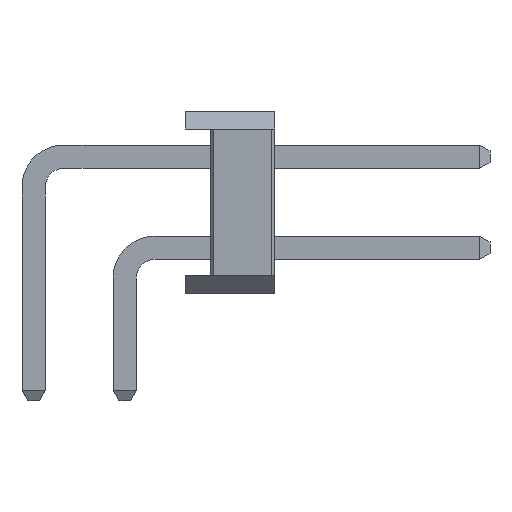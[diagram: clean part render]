
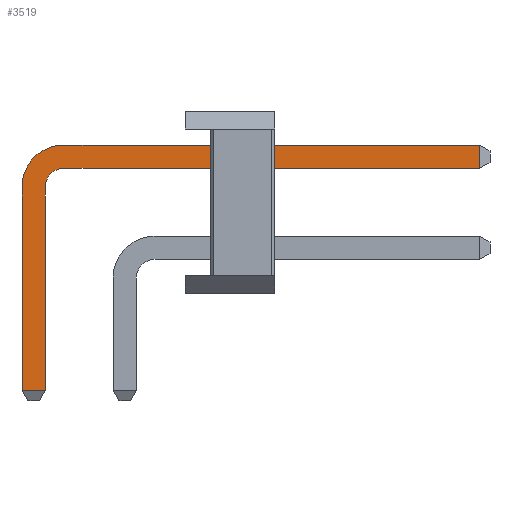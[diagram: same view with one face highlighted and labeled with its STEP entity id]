
A CAD part, left-side view. The second image highlights one B-rep face of the part: STEP entity #3519.
In plain terms, the highlighted planar face has unit normal (-1, 0, 0).
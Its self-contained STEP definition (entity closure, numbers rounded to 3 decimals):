
#3519=ADVANCED_FACE('',(#6219),#6221,.T.);
#6219=FACE_BOUND('',#6220,.T.);
#6220=EDGE_LOOP('',(#7970,#7971,#7972,#7973,#7974,#7975,#7976,#7977));
#6221=PLANE('',#6222);
#6222=AXIS2_PLACEMENT_3D('',#6223,#6224,#6225);
#6223=CARTESIAN_POINT('',(-0.325,-1.685,4.135));
#6224=DIRECTION('',(-1.,-0.,-0.));
#6225=DIRECTION('',(0.,0.,-1.));
#7970=ORIENTED_EDGE('',*,*,#8862,.F.);
#7971=ORIENTED_EDGE('',*,*,#8864,.F.);
#7972=ORIENTED_EDGE('',*,*,#8865,.F.);
#7973=ORIENTED_EDGE('',*,*,#8866,.T.);
#7974=ORIENTED_EDGE('',*,*,#8867,.F.);
#7975=ORIENTED_EDGE('',*,*,#8868,.F.);
#7976=ORIENTED_EDGE('',*,*,#8869,.T.);
#7977=ORIENTED_EDGE('',*,*,#8854,.T.);
#8854=EDGE_CURVE('',#10202,#10194,#10203,.T.);
#8862=EDGE_CURVE('',#10215,#10194,#10216,.T.);
#8864=EDGE_CURVE('',#10218,#10215,#10219,.T.);
#8865=EDGE_CURVE('',#10220,#10218,#10221,.T.);
#8866=EDGE_CURVE('',#10220,#10222,#10223,.T.);
#8867=EDGE_CURVE('',#10224,#10222,#10225,.T.);
#8868=EDGE_CURVE('',#10226,#10224,#10227,.T.);
#8869=EDGE_CURVE('',#10226,#10202,#10228,.T.);
#10194=VERTEX_POINT('',#13254);
#10202=VERTEX_POINT('',#13270);
#10203=LINE('',#13271,#13272);
#10215=VERTEX_POINT('',#13299);
#10216=LINE('',#13300,#13301);
#10218=VERTEX_POINT('',#13306);
#10219=LINE('',#13307,#13308);
#10220=VERTEX_POINT('',#13310);
#10221=CIRCLE('',#13311,0.52);
#10222=VERTEX_POINT('',#13315);
#10223=LINE('',#13316,#13317);
#10224=VERTEX_POINT('',#13319);
#10225=LINE('',#13320,#13321);
#10226=VERTEX_POINT('',#13323);
#10227=LINE('',#13324,#13325);
#10228=CIRCLE('',#13327,1.17);
#13254=CARTESIAN_POINT('',(-0.325,2.865,-2.719));
#13270=CARTESIAN_POINT('',(-0.325,2.865,2.965));
#13271=CARTESIAN_POINT('',(-0.325,2.865,2.965));
#13272=VECTOR('',#13273,1.);
#13273=DIRECTION('',(0.,0.,-1.));
#13299=CARTESIAN_POINT('',(-0.325,2.215,-2.719));
#13300=CARTESIAN_POINT('',(-0.325,2.215,-2.719));
#13301=VECTOR('',#13302,1.);
#13302=DIRECTION('',(0.,1.,0.));
#13306=CARTESIAN_POINT('',(-0.325,2.215,2.965));
#13307=CARTESIAN_POINT('',(-0.325,2.215,2.965));
#13308=VECTOR('',#13309,1.);
#13309=DIRECTION('',(0.,0.,-1.));
#13310=CARTESIAN_POINT('',(-0.325,1.695,3.485));
#13311=AXIS2_PLACEMENT_3D('',#13312,#13313,#13314);
#13312=CARTESIAN_POINT('',(-0.325,1.695,2.965));
#13313=DIRECTION('',(-1.,0.,-0.));
#13314=DIRECTION('',(0.,0.,1.));
#13315=CARTESIAN_POINT('',(-0.325,-9.904,3.485));
#13316=CARTESIAN_POINT('',(-0.325,1.695,3.485));
#13317=VECTOR('',#13318,1.);
#13318=DIRECTION('',(0.,-1.,0.));
#13319=CARTESIAN_POINT('',(-0.325,-9.904,4.135));
#13320=CARTESIAN_POINT('',(-0.325,-9.904,4.135));
#13321=VECTOR('',#13322,1.);
#13322=DIRECTION('',(0.,0.,-1.));
#13323=CARTESIAN_POINT('',(-0.325,1.695,4.135));
#13324=CARTESIAN_POINT('',(-0.325,1.695,4.135));
#13325=VECTOR('',#13326,1.);
#13326=DIRECTION('',(0.,-1.,0.));
#13327=AXIS2_PLACEMENT_3D('',#13328,#13329,#13330);
#13328=CARTESIAN_POINT('',(-0.325,1.695,2.965));
#13329=DIRECTION('',(-1.,0.,-0.));
#13330=DIRECTION('',(0.,0.,1.));
